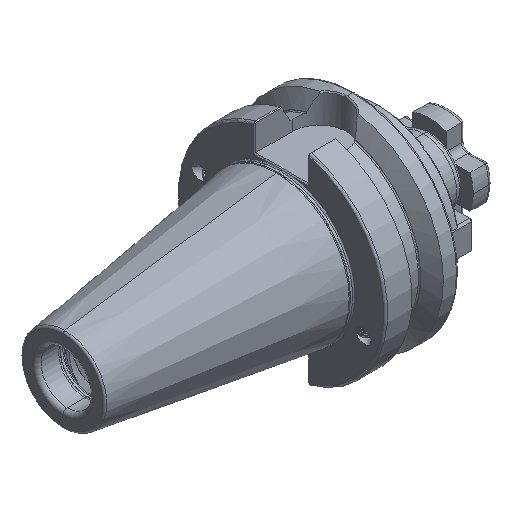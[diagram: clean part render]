
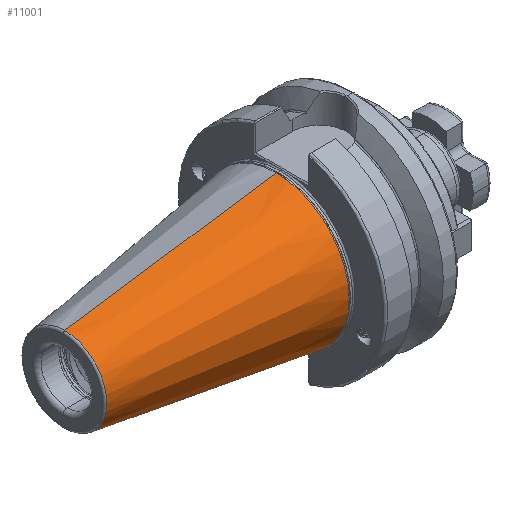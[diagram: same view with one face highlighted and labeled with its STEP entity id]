
A CAD part, isometric view. The second image highlights one B-rep face of the part: STEP entity #11001.
In plain terms, the highlighted conical face has half-angle 8.297 degrees and reference radius 34.998 mm.
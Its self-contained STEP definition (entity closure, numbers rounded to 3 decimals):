
#3092 = AXIS2_PLACEMENT_3D ( 'NONE', #32373, #32338, #32334 ) ;
#6097 = CARTESIAN_POINT ( 'NONE',  ( -103.944, 0., -20.204 ) ) ;
#6127 = CARTESIAN_POINT ( 'NONE',  ( -2.5, 0., 34.998 ) ) ;
#6172 = CARTESIAN_POINT ( 'NONE',  ( -103.944, 0., 20.204 ) ) ;
#6194 = CARTESIAN_POINT ( 'NONE',  ( -2.5, 0., -34.998 ) ) ;
#7299 = EDGE_CURVE ( 'NONE', #27692, #27663, #28480, .T. ) ;
#7360 = EDGE_CURVE ( 'NONE', #27650, #27684, #28522, .T. ) ;
#7738 = AXIS2_PLACEMENT_3D ( 'NONE', #20604, #20603, #20582 ) ;
#7745 = AXIS2_PLACEMENT_3D ( 'NONE', #20142, #20129, #20140 ) ;
#8186 = CARTESIAN_POINT ( 'NONE',  ( -2.5, 0., 34.998 ) ) ;
#8201 = DIRECTION ( 'NONE',  ( 0.99, 0., 0.144 ) ) ;
#9801 = EDGE_CURVE ( 'NONE', #27684, #27663, #31951, .T. ) ;
#9835 = EDGE_CURVE ( 'NONE', #27650, #27692, #31994, .T. ) ;
#11001 = ADVANCED_FACE ( 'NONE', ( #21687 ), #21653, .T. ) ;
#20129 = DIRECTION ( 'NONE',  ( -1., 0., 0. ) ) ;
#20140 = DIRECTION ( 'NONE',  ( 0., 0., 1. ) ) ;
#20142 = CARTESIAN_POINT ( 'NONE',  ( -2.5, 0., 0. ) ) ;
#20582 = DIRECTION ( 'NONE',  ( 0., 0., 1. ) ) ;
#20603 = DIRECTION ( 'NONE',  ( -1., 0., 0. ) ) ;
#20604 = CARTESIAN_POINT ( 'NONE',  ( -103.944, 0., 0. ) ) ;
#21653 = CONICAL_SURFACE ( 'NONE', #3092, 34.998, 0.145 ) ;
#21687 = FACE_OUTER_BOUND ( 'NONE', #27335, .T. ) ;
#23263 = DIRECTION ( 'NONE',  ( 0.99, 0., -0.144 ) ) ;
#23289 = CARTESIAN_POINT ( 'NONE',  ( -2.5, 0., -34.998 ) ) ;
#27335 = EDGE_LOOP ( 'NONE', ( #29150, #29259, #29239, #29273 ) ) ;
#27650 = VERTEX_POINT ( 'NONE', #6097 ) ;
#27663 = VERTEX_POINT ( 'NONE', #6127 ) ;
#27684 = VERTEX_POINT ( 'NONE', #6194 ) ;
#27692 = VERTEX_POINT ( 'NONE', #6172 ) ;
#28480 = LINE ( 'NONE', #8186, #28488 ) ;
#28488 = VECTOR ( 'NONE', #8201, 1000. ) ;
#28522 = LINE ( 'NONE', #23289, #28536 ) ;
#28536 = VECTOR ( 'NONE', #23263, 1000. ) ;
#29150 = ORIENTED_EDGE ( 'NONE', *, *, #7299, .F. ) ;
#29239 = ORIENTED_EDGE ( 'NONE', *, *, #7360, .T. ) ;
#29259 = ORIENTED_EDGE ( 'NONE', *, *, #9835, .F. ) ;
#29273 = ORIENTED_EDGE ( 'NONE', *, *, #9801, .T. ) ;
#31951 = CIRCLE ( 'NONE', #7745, 34.998 ) ;
#31994 = CIRCLE ( 'NONE', #7738, 20.204 ) ;
#32334 = DIRECTION ( 'NONE',  ( 0., 0., -1. ) ) ;
#32338 = DIRECTION ( 'NONE',  ( 1., 0., 0. ) ) ;
#32373 = CARTESIAN_POINT ( 'NONE',  ( -2.5, 0., 0. ) ) ;
